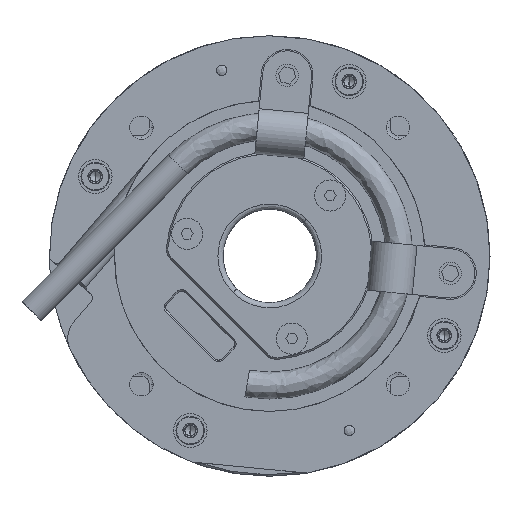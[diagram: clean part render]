
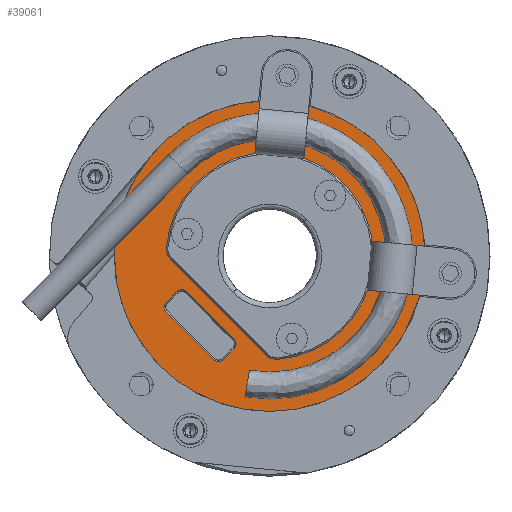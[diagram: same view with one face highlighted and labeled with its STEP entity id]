
A CAD part, front view. The second image highlights one B-rep face of the part: STEP entity #39061.
In plain terms, the highlighted planar face has unit normal (0, -1, 0).
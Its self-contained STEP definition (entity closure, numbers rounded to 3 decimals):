
#200 = DIRECTION ( 'NONE',  ( 0., 0., -1. ) ) ;
#1450 = EDGE_CURVE ( 'NONE', #53261, #21356, #14524, .T. ) ;
#1503 = CARTESIAN_POINT ( 'NONE',  ( 0., 0., 0. ) ) ;
#1621 = EDGE_CURVE ( 'NONE', #13082, #22666, #40158, .T. ) ;
#1880 = EDGE_CURVE ( 'NONE', #20862, #44457, #40852, .T. ) ;
#2073 = AXIS2_PLACEMENT_3D ( 'NONE', #25101, #43689, #20925 ) ;
#2392 = CARTESIAN_POINT ( 'NONE',  ( -16.971, 0., -7.778 ) ) ;
#3348 = CARTESIAN_POINT ( 'NONE',  ( 1.387, 0., -16.943 ) ) ;
#3643 = FACE_BOUND ( 'NONE', #30453, .T. ) ;
#5529 = ORIENTED_EDGE ( 'NONE', *, *, #1880, .F. ) ;
#5662 = AXIS2_PLACEMENT_3D ( 'NONE', #3348, #53046, #44595 ) ;
#6303 = CIRCLE ( 'NONE', #36547, 1.3 ) ;
#6503 = CIRCLE ( 'NONE', #17582, 19.7 ) ;
#6716 = DIRECTION ( 'NONE',  ( 0., 0., 1. ) ) ;
#7169 = EDGE_CURVE ( 'NONE', #21721, #13082, #10415, .T. ) ;
#7244 = CIRCLE ( 'NONE', #55471, 1.3 ) ;
#7700 = AXIS2_PLACEMENT_3D ( 'NONE', #28484, #37502, #10403 ) ;
#9228 = CARTESIAN_POINT ( 'NONE',  ( -8.98, 0., -20.011 ) ) ;
#9405 = ORIENTED_EDGE ( 'NONE', *, *, #34266, .T. ) ;
#9547 = CARTESIAN_POINT ( 'NONE',  ( 0., 0., -30. ) ) ;
#10184 = CARTESIAN_POINT ( 'NONE',  ( -17.89, 0., -6.859 ) ) ;
#10403 = DIRECTION ( 'NONE',  ( 0., 0., -1. ) ) ;
#10415 = LINE ( 'NONE', #32879, #38217 ) ;
#11268 = DIRECTION ( 'NONE',  ( 0., -1., 0. ) ) ;
#11422 = DIRECTION ( 'NONE',  ( 0.707, 0., -0.707 ) ) ;
#12094 = EDGE_CURVE ( 'NONE', #21356, #48374, #28300, .T. ) ;
#12204 = CARTESIAN_POINT ( 'NONE',  ( -19.634, 0., 1.607 ) ) ;
#12333 = ORIENTED_EDGE ( 'NONE', *, *, #1621, .F. ) ;
#13082 = VERTEX_POINT ( 'NONE', #35453 ) ;
#13769 = VECTOR ( 'NONE', #11422, 1000. ) ;
#14524 = LINE ( 'NONE', #56362, #13769 ) ;
#14971 = EDGE_LOOP ( 'NONE', ( #24835, #9405 ) ) ;
#15343 = CARTESIAN_POINT ( 'NONE',  ( 1.607, 0., -19.634 ) ) ;
#15591 = CARTESIAN_POINT ( 'NONE',  ( 0., 0., 30. ) ) ;
#15751 = ORIENTED_EDGE ( 'NONE', *, *, #53393, .F. ) ;
#15841 = ORIENTED_EDGE ( 'NONE', *, *, #50346, .F. ) ;
#15966 = PLANE ( 'NONE',  #2073 ) ;
#16772 = DIRECTION ( 'NONE',  ( 0., -1., 0. ) ) ;
#17410 = LINE ( 'NONE', #23308, #29534 ) ;
#17433 = DIRECTION ( 'NONE',  ( 0., 0., -1. ) ) ;
#17582 = AXIS2_PLACEMENT_3D ( 'NONE', #51952, #24494, #56515 ) ;
#17655 = DIRECTION ( 'NONE',  ( 0., -1., 0. ) ) ;
#17866 = VERTEX_POINT ( 'NONE', #57372 ) ;
#17918 = VERTEX_POINT ( 'NONE', #12204 ) ;
#18472 = DIRECTION ( 'NONE',  ( 0., -1., 0. ) ) ;
#18876 = CARTESIAN_POINT ( 'NONE',  ( 0., 0., 0. ) ) ;
#19002 = CARTESIAN_POINT ( 'NONE',  ( -18.853, 0., -0.522 ) ) ;
#19335 = ORIENTED_EDGE ( 'NONE', *, *, #32382, .F. ) ;
#20126 = VECTOR ( 'NONE', #55915, 1000. ) ;
#20192 = VERTEX_POINT ( 'NONE', #34174 ) ;
#20862 = VERTEX_POINT ( 'NONE', #9228 ) ;
#20925 = DIRECTION ( 'NONE',  ( 0., 0., 1. ) ) ;
#21186 = EDGE_CURVE ( 'NONE', #23744, #17918, #6503, .T. ) ;
#21297 = ORIENTED_EDGE ( 'NONE', *, *, #46264, .F. ) ;
#21356 = VERTEX_POINT ( 'NONE', #45243 ) ;
#21721 = VERTEX_POINT ( 'NONE', #19002 ) ;
#22544 = DIRECTION ( 'NONE',  ( 0., -1., 0. ) ) ;
#22666 = VERTEX_POINT ( 'NONE', #46842 ) ;
#22846 = ORIENTED_EDGE ( 'NONE', *, *, #52166, .F. ) ;
#23308 = CARTESIAN_POINT ( 'NONE',  ( -6.859, 0., -16.051 ) ) ;
#23383 = ORIENTED_EDGE ( 'NONE', *, *, #23949, .F. ) ;
#23441 = DIRECTION ( 'NONE',  ( 0., 0., 1. ) ) ;
#23744 = VERTEX_POINT ( 'NONE', #15343 ) ;
#23949 = EDGE_CURVE ( 'NONE', #51548, #20192, #6303, .T. ) ;
#23990 = CIRCLE ( 'NONE', #50067, 30. ) ;
#24494 = DIRECTION ( 'NONE',  ( 0., -1., 0. ) ) ;
#24725 = CARTESIAN_POINT ( 'NONE',  ( -20.011, 0., -10.819 ) ) ;
#24835 = ORIENTED_EDGE ( 'NONE', *, *, #59057, .T. ) ;
#25101 = CARTESIAN_POINT ( 'NONE',  ( 0., 0., 0. ) ) ;
#25269 = VERTEX_POINT ( 'NONE', #15591 ) ;
#27561 = EDGE_LOOP ( 'NONE', ( #12333, #52120, #21297, #31645, #15841 ) ) ;
#27830 = FACE_OUTER_BOUND ( 'NONE', #14971, .T. ) ;
#28208 = DIRECTION ( 'NONE',  ( 0.707, 0., -0.707 ) ) ;
#28300 = CIRCLE ( 'NONE', #42529, 1.3 ) ;
#28484 = CARTESIAN_POINT ( 'NONE',  ( -19.092, 0., -9.899 ) ) ;
#28656 = ORIENTED_EDGE ( 'NONE', *, *, #47228, .F. ) ;
#28692 = VECTOR ( 'NONE', #32560, 1000. ) ;
#29534 = VECTOR ( 'NONE', #55522, 1000. ) ;
#30372 = CIRCLE ( 'NONE', #56058, 30. ) ;
#30453 = EDGE_LOOP ( 'NONE', ( #35874, #52804, #19335, #43587, #23383, #22846, #15751, #5529, #28656 ) ) ;
#30889 = DIRECTION ( 'NONE',  ( 0., 0., -1. ) ) ;
#31645 = ORIENTED_EDGE ( 'NONE', *, *, #21186, .F. ) ;
#32162 = CARTESIAN_POINT ( 'NONE',  ( -16.051, 0., -6.859 ) ) ;
#32184 = CARTESIAN_POINT ( 'NONE',  ( -6.859, 0., -17.89 ) ) ;
#32265 = CIRCLE ( 'NONE', #7700, 1.3 ) ;
#32382 = EDGE_CURVE ( 'NONE', #17866, #53261, #32265, .T. ) ;
#32560 = DIRECTION ( 'NONE',  ( 0.707, 0., 0.707 ) ) ;
#32650 = AXIS2_PLACEMENT_3D ( 'NONE', #40733, #54166, #45347 ) ;
#32879 = CARTESIAN_POINT ( 'NONE',  ( -18.853, 0., -0.522 ) ) ;
#33536 = CIRCLE ( 'NONE', #44465, 2.7 ) ;
#34174 = CARTESIAN_POINT ( 'NONE',  ( -17.89, 0., -6.859 ) ) ;
#34266 = EDGE_CURVE ( 'NONE', #42024, #25269, #30372, .T. ) ;
#35453 = CARTESIAN_POINT ( 'NONE',  ( -0.522, 0., -18.853 ) ) ;
#35605 = CARTESIAN_POINT ( 'NONE',  ( -9.899, 0., -19.092 ) ) ;
#35800 = DIRECTION ( 'NONE',  ( 0., 0., -1. ) ) ;
#35803 = DIRECTION ( 'NONE',  ( 0., -1., 0. ) ) ;
#35874 = ORIENTED_EDGE ( 'NONE', *, *, #12094, .F. ) ;
#36547 = AXIS2_PLACEMENT_3D ( 'NONE', #2392, #35803, #30889 ) ;
#37502 = DIRECTION ( 'NONE',  ( 0., -1., 0. ) ) ;
#38217 = VECTOR ( 'NONE', #28208, 1000. ) ;
#39061 = ADVANCED_FACE ( 'NONE', ( #49389, #3643, #27830 ), #15966, .F. ) ;
#39484 = CARTESIAN_POINT ( 'NONE',  ( -7.778, 0., -16.971 ) ) ;
#39577 = DIRECTION ( 'NONE',  ( 0., -1., 0. ) ) ;
#39845 = CARTESIAN_POINT ( 'NONE',  ( 1.387, 0., -16.943 ) ) ;
#40158 = CIRCLE ( 'NONE', #5662, 2.7 ) ;
#40717 = VERTEX_POINT ( 'NONE', #56025 ) ;
#40733 = CARTESIAN_POINT ( 'NONE',  ( -16.943, 0., 1.387 ) ) ;
#40852 = LINE ( 'NONE', #50266, #28692 ) ;
#42024 = VERTEX_POINT ( 'NONE', #9547 ) ;
#42529 = AXIS2_PLACEMENT_3D ( 'NONE', #49675, #39577, #17433 ) ;
#42958 = CIRCLE ( 'NONE', #32650, 2.7 ) ;
#43587 = ORIENTED_EDGE ( 'NONE', *, *, #49383, .F. ) ;
#43689 = DIRECTION ( 'NONE',  ( 0., 1., 0. ) ) ;
#44457 = VERTEX_POINT ( 'NONE', #32184 ) ;
#44465 = AXIS2_PLACEMENT_3D ( 'NONE', #39845, #22544, #200 ) ;
#44595 = DIRECTION ( 'NONE',  ( 0., 0., -1. ) ) ;
#45243 = CARTESIAN_POINT ( 'NONE',  ( -10.819, 0., -20.011 ) ) ;
#45347 = DIRECTION ( 'NONE',  ( 0., 0., -1. ) ) ;
#46264 = EDGE_CURVE ( 'NONE', #17918, #21721, #42958, .T. ) ;
#46842 = CARTESIAN_POINT ( 'NONE',  ( 1.387, 0., -19.643 ) ) ;
#47228 = EDGE_CURVE ( 'NONE', #48374, #20862, #53637, .T. ) ;
#48374 = VERTEX_POINT ( 'NONE', #53458 ) ;
#48758 = DIRECTION ( 'NONE',  ( 0., 0., -1. ) ) ;
#49383 = EDGE_CURVE ( 'NONE', #20192, #17866, #51674, .T. ) ;
#49389 = FACE_BOUND ( 'NONE', #27561, .T. ) ;
#49675 = CARTESIAN_POINT ( 'NONE',  ( -9.899, 0., -19.092 ) ) ;
#50067 = AXIS2_PLACEMENT_3D ( 'NONE', #1503, #11268, #6716 ) ;
#50266 = CARTESIAN_POINT ( 'NONE',  ( -8.98, 0., -20.011 ) ) ;
#50346 = EDGE_CURVE ( 'NONE', #22666, #23744, #33536, .T. ) ;
#51548 = VERTEX_POINT ( 'NONE', #32162 ) ;
#51674 = LINE ( 'NONE', #10184, #20126 ) ;
#51952 = CARTESIAN_POINT ( 'NONE',  ( 0., 0., 0. ) ) ;
#52120 = ORIENTED_EDGE ( 'NONE', *, *, #7169, .F. ) ;
#52166 = EDGE_CURVE ( 'NONE', #40717, #51548, #17410, .T. ) ;
#52804 = ORIENTED_EDGE ( 'NONE', *, *, #1450, .F. ) ;
#53046 = DIRECTION ( 'NONE',  ( 0., -1., 0. ) ) ;
#53261 = VERTEX_POINT ( 'NONE', #24725 ) ;
#53393 = EDGE_CURVE ( 'NONE', #44457, #40717, #7244, .T. ) ;
#53458 = CARTESIAN_POINT ( 'NONE',  ( -9.899, 0., -20.392 ) ) ;
#53637 = CIRCLE ( 'NONE', #57657, 1.3 ) ;
#54166 = DIRECTION ( 'NONE',  ( 0., -1., 0. ) ) ;
#55471 = AXIS2_PLACEMENT_3D ( 'NONE', #39484, #16772, #48758 ) ;
#55522 = DIRECTION ( 'NONE',  ( -0.707, 0., 0.707 ) ) ;
#55915 = DIRECTION ( 'NONE',  ( -0.707, 0., -0.707 ) ) ;
#56025 = CARTESIAN_POINT ( 'NONE',  ( -6.859, 0., -16.051 ) ) ;
#56058 = AXIS2_PLACEMENT_3D ( 'NONE', #18876, #18472, #23441 ) ;
#56362 = CARTESIAN_POINT ( 'NONE',  ( -20.011, 0., -10.819 ) ) ;
#56515 = DIRECTION ( 'NONE',  ( 0., 0., -1. ) ) ;
#57372 = CARTESIAN_POINT ( 'NONE',  ( -20.011, 0., -8.98 ) ) ;
#57657 = AXIS2_PLACEMENT_3D ( 'NONE', #35605, #17655, #35800 ) ;
#59057 = EDGE_CURVE ( 'NONE', #25269, #42024, #23990, .T. ) ;
